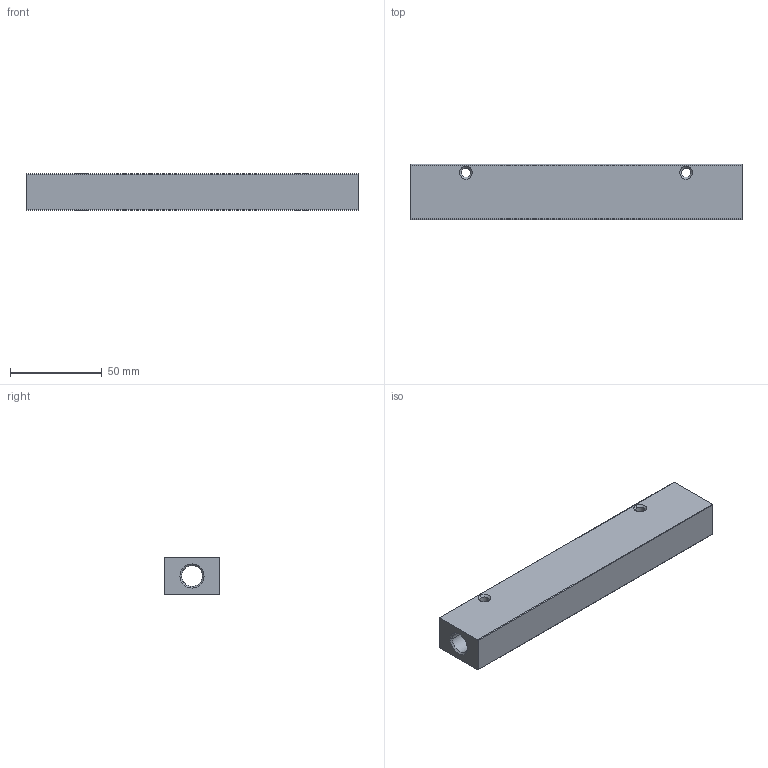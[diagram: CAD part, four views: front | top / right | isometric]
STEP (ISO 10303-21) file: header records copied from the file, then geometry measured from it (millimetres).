
FILE_DESCRIPTION(('STEP AP214'),'1');
FILE_NAME('3311_10_13_06.stp','2016-07-07T14:26:12',('TraceParts'),('TraceParts S.A.'),'Spatial InterOp 3D',' ',' ');
FILE_SCHEMA(('automotive_design'));
Length unit declared in the file: millimetre
Products named in the file (1): N311-10-13-06
Bounding box: 181 x 30 x 20 mm (x, y, z)
Volume: 85729.4 mm3; surface area: 26863.1 mm2
Topology: 1 solids, 1 shells, 52 faces, 144 edges, 88 vertices
Faces by surface type: cone 24, cylinder 22, plane 6
Entity records: 2374 total; most frequent: CARTESIAN_POINT 543, DIRECTION 306, ORIENTED_EDGE 288, EDGE_CURVE 144, AXIS2_PLACEMENT_3D 121, VERTEX_POINT 88, CIRCLE 68, EDGE_LOOP 64
